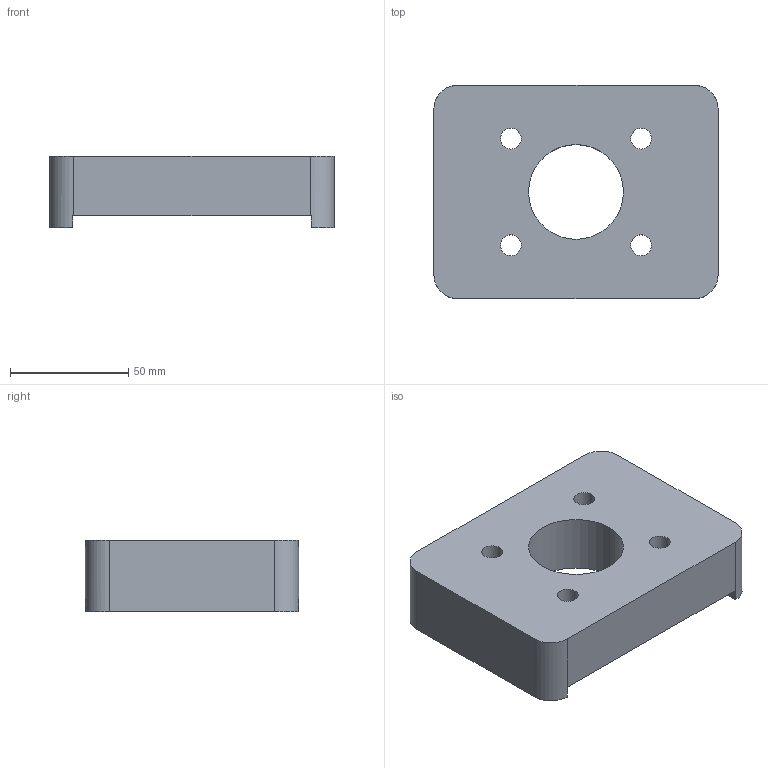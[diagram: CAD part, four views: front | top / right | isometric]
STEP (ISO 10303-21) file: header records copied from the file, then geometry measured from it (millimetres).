
FILE_DESCRIPTION (( 'STEP AP214' ), '1' );
FILE_NAME ('controller_spacer.STEP', '2025-02-15T23:18:51', ( '' ), ( '' ), 'SwSTEP 2.0', 'SolidWorks 2025', '' );
FILE_SCHEMA (( 'AUTOMOTIVE_DESIGN' ));
Length unit declared in the file: millimetre
Products named in the file (1): controller_spacer
Bounding box: 120 x 90 x 30 mm (x, y, z)
Volume: 238656.7 mm3; surface area: 36313.5 mm2
Topology: 1 solids, 1 shells, 24 faces, 66 edges, 44 vertices
Faces by surface type: cylinder 14, plane 10
Entity records: 825 total; most frequent: DIRECTION 148, CARTESIAN_POINT 135, ORIENTED_EDGE 132, EDGE_CURVE 66, AXIS2_PLACEMENT_3D 57, VERTEX_POINT 44, VECTOR 34, EDGE_LOOP 34
